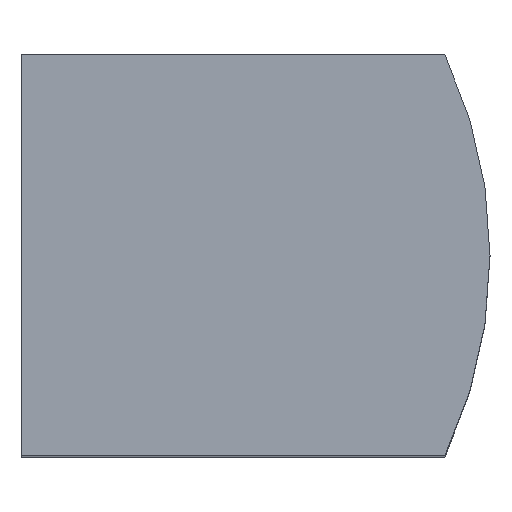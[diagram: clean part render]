
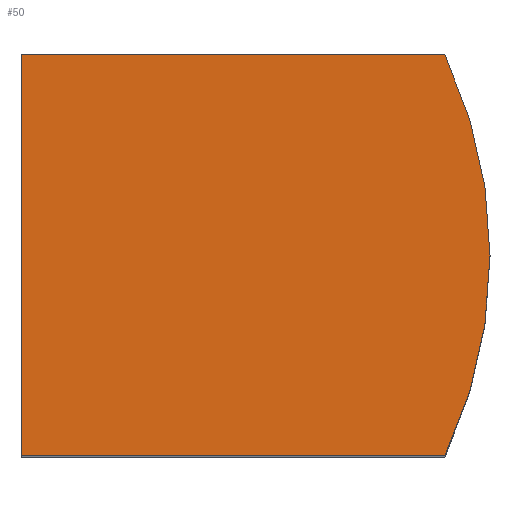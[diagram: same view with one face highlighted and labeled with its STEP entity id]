
A CAD part, top view. The second image highlights one B-rep face of the part: STEP entity #50.
In plain terms, the highlighted planar face has unit normal (0, 0, 1).
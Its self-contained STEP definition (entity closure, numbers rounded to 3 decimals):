
#50=ADVANCED_FACE('',(#61),#62,.T.);
#61=FACE_OUTER_BOUND('',#73,.T.);
#62=PLANE('',#74);
#73=EDGE_LOOP('',(#105,#106,#107,#108));
#74=AXIS2_PLACEMENT_3D('',#109,#110,#111);
#105=ORIENTED_EDGE('',*,*,#119,.T.);
#106=ORIENTED_EDGE('',*,*,#130,.T.);
#107=ORIENTED_EDGE('',*,*,#128,.F.);
#108=ORIENTED_EDGE('',*,*,#126,.T.);
#109=CARTESIAN_POINT('',(0.0,0.0,5.0));
#110=DIRECTION('',(0.0,-0.0,1.0));
#111=DIRECTION('',(0.,1.0,0.0));
#119=EDGE_CURVE('',#131,#132,#133,.T.);
#126=EDGE_CURVE('',#144,#131,#145,.T.);
#128=EDGE_CURVE('',#144,#147,#148,.T.);
#130=EDGE_CURVE('',#132,#147,#150,.T.);
#131=VERTEX_POINT('',#151);
#132=VERTEX_POINT('',#152);
#133=LINE('',#153,#154);
#144=VERTEX_POINT('',#170);
#145=LINE('',#171,#172);
#147=VERTEX_POINT('',#175);
#148=LINE('',#176,#177);
#150=CIRCLE('',#180,7.0);
#151=CARTESIAN_POINT('',(0.,-3.0,5.0));
#152=CARTESIAN_POINT('',(6.325,-3.0,5.0));
#153=CARTESIAN_POINT('',(0.5,-3.0,5.0));
#154=VECTOR('',#181,1.0);
#170=CARTESIAN_POINT('',(0.,3.0,5.0));
#171=CARTESIAN_POINT('',(0.,-0.5,5.0));
#172=VECTOR('',#190,1.0);
#175=CARTESIAN_POINT('',(6.325,3.0,5.0));
#176=CARTESIAN_POINT('',(0.5,3.0,5.0));
#177=VECTOR('',#192,1.0);
#180=AXIS2_PLACEMENT_3D('',#194,#195,#196);
#181=DIRECTION('',(1.0,0.,0.0));
#190=DIRECTION('',(0.,-1.0,0.0));
#192=DIRECTION('',(1.0,0.,0.0));
#194=CARTESIAN_POINT('',(0.0,0.0,5.0));
#195=DIRECTION('',(0.0,-0.0,1.0));
#196=DIRECTION('',(0.,1.0,0.0));
